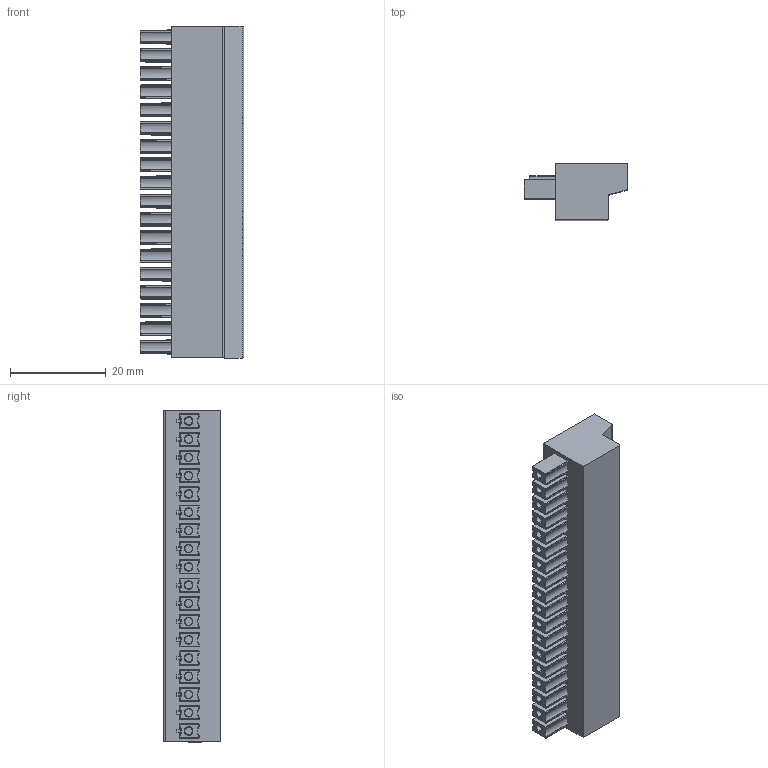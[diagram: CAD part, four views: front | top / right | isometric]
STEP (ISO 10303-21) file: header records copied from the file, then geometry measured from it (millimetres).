
FILE_DESCRIPTION (( 'STEP AP214' ), '1' );
FILE_NAME ('P2-RTB c.STEP', '2019-08-15T15:43:04', ( '' ), ( '' ), 'SwSTEP 2.0', 'SolidWorks 2017', '' );
FILE_SCHEMA (( 'AUTOMOTIVE_DESIGN' ));
Length unit declared in the file: millimetre
Products named in the file (1): P2-RTB c
Bounding box: 21.71 x 11.8 x 69.37 mm (x, y, z)
Volume: 11061.2 mm3; surface area: 7370.4 mm2
Topology: 1 solids, 1 shells, 1541 faces, 3800 edges, 2298 vertices
Faces by surface type: plane 624, cylinder 507, bspline 163, torus 139, sphere 108
Entity records: 58106 total; most frequent: CARTESIAN_POINT 18937, ORIENTED_EDGE 7456, DIRECTION 6993, EDGE_CURVE 3728, AXIS2_PLACEMENT_3D 2428, VERTEX_POINT 2298, LINE 2137, VECTOR 2137
